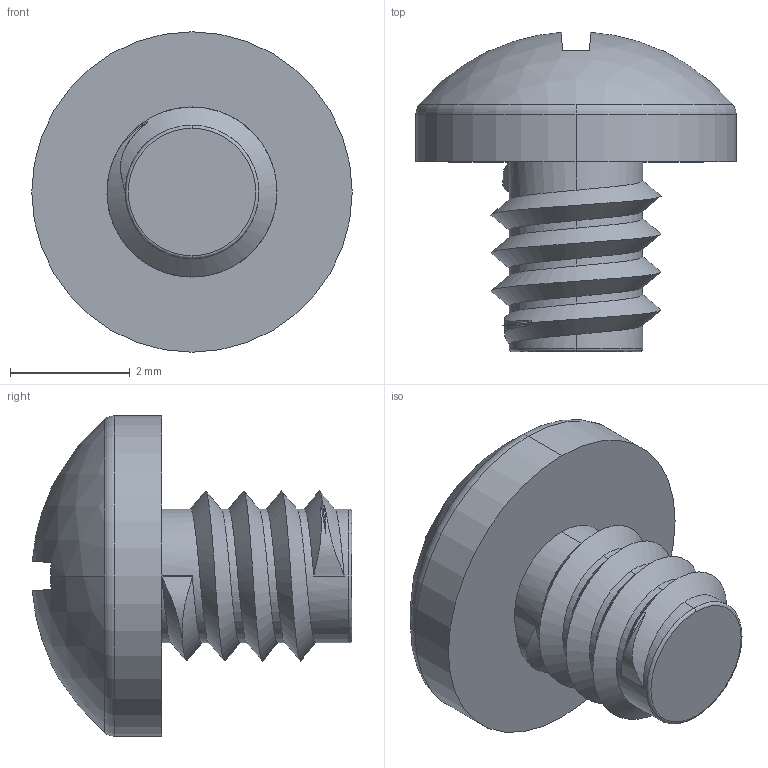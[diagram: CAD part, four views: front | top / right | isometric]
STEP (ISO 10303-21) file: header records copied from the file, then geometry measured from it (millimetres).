
FILE_DESCRIPTION (( 'STEP AP214' ), '1' );
FILE_NAME ('User Library-User Library-4-40 x _125 sems.STEP', '2018-05-17T00:00:52', ( '' ), ( '' ), 'SwSTEP 2.0', 'SolidWorks 2018', '' );
FILE_SCHEMA (( 'AUTOMOTIVE_DESIGN' ));
Length unit declared in the file: inch
Products named in the file (1): User Library-User Library-4-40 x _125 sems
Bounding box: 5.36 x 5.34 x 5.36 mm (x, y, z)
Volume: 48.7 mm3; surface area: 105.6 mm2
Topology: 1 solids, 1 shells, 40 faces, 97 edges, 60 vertices
Faces by surface type: plane 17, cylinder 12, bspline 5, torus 4, sphere 2
Entity records: 1623 total; most frequent: CARTESIAN_POINT 703, ORIENTED_EDGE 194, DIRECTION 179, EDGE_CURVE 97, AXIS2_PLACEMENT_3D 71, VERTEX_POINT 60, EDGE_LOOP 41, ADVANCED_FACE 40
